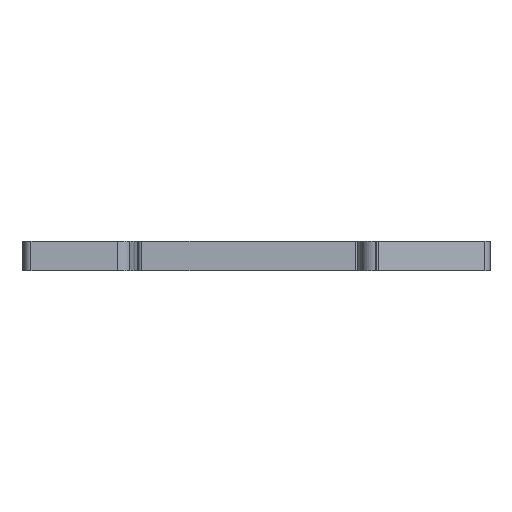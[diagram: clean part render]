
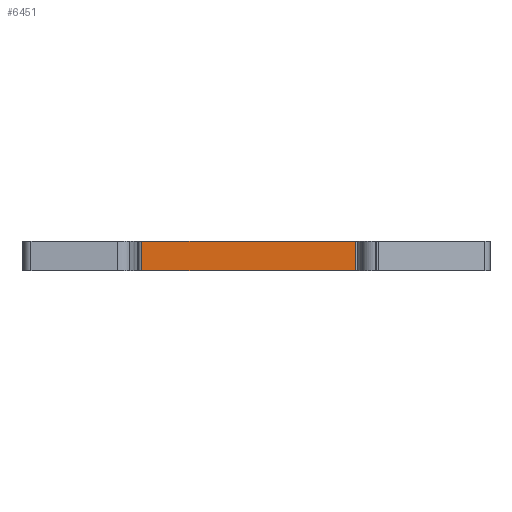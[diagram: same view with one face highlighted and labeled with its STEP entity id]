
A CAD part, front view. The second image highlights one B-rep face of the part: STEP entity #6451.
In plain terms, the highlighted planar face has unit normal (0, -1, 0).
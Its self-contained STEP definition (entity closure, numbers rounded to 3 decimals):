
#231=DIRECTION('',(1.,0.,0.));
#232=VECTOR('',#231,30.895);
#233=CARTESIAN_POINT('',(-12.645,-16.9,-2.1));
#234=LINE('',#233,#232);
#1435=DIRECTION('',(1.,0.,0.));
#1436=VECTOR('',#1435,30.895);
#1437=CARTESIAN_POINT('',(-12.645,-16.9,2.1));
#1438=LINE('',#1437,#1436);
#2482=DIRECTION('',(0.,0.,1.));
#2483=VECTOR('',#2482,4.2);
#2484=CARTESIAN_POINT('',(18.25,-16.9,-2.1));
#2485=LINE('',#2484,#2483);
#2486=DIRECTION('',(0.,0.,1.));
#2487=VECTOR('',#2486,4.2);
#2488=CARTESIAN_POINT('',(-12.645,-16.9,-2.1));
#2489=LINE('',#2488,#2487);
#2774=CARTESIAN_POINT('',(-12.645,-16.9,-2.1));
#2775=VERTEX_POINT('',#2774);
#2776=CARTESIAN_POINT('',(18.25,-16.9,-2.1));
#2777=VERTEX_POINT('',#2776);
#3126=CARTESIAN_POINT('',(-12.645,-16.9,2.1));
#3127=VERTEX_POINT('',#3126);
#3128=CARTESIAN_POINT('',(18.25,-16.9,2.1));
#3129=VERTEX_POINT('',#3128);
#6439=CARTESIAN_POINT('',(-12.645,-16.9,-2.1));
#6440=DIRECTION('',(0.,-1.,0.));
#6441=DIRECTION('',(1.,0.,0.));
#6442=AXIS2_PLACEMENT_3D('',#6439,#6440,#6441);
#6443=PLANE('',#6442);
#6444=ORIENTED_EDGE('',*,*,#3611,.F.);
#6446=ORIENTED_EDGE('',*,*,#6445,.T.);
#6447=ORIENTED_EDGE('',*,*,#4355,.T.);
#6448=ORIENTED_EDGE('',*,*,#6432,.F.);
#6449=EDGE_LOOP('',(#6444,#6446,#6447,#6448));
#6450=FACE_OUTER_BOUND('',#6449,.F.);
#3611=EDGE_CURVE('',#2775,#2777,#234,.T.);
#4355=EDGE_CURVE('',#3127,#3129,#1438,.T.);
#6432=EDGE_CURVE('',#2777,#3129,#2485,.T.);
#6445=EDGE_CURVE('',#2775,#3127,#2489,.T.);
#6451=ADVANCED_FACE('',(#6450),#6443,.T.);
